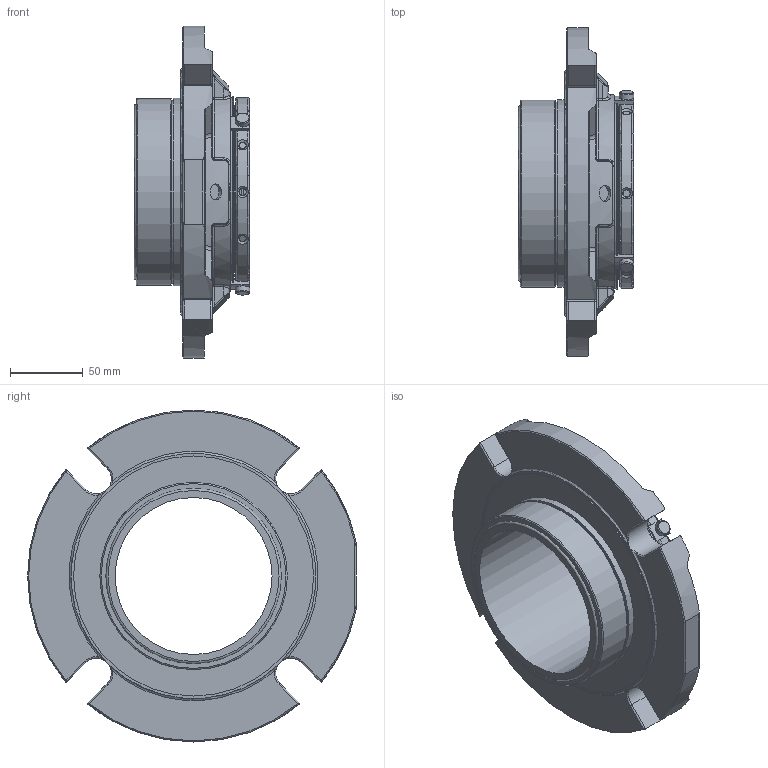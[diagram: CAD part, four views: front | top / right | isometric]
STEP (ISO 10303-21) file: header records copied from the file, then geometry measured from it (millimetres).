
FILE_DESCRIPTION(/* description */ ('Unknown'),/* implementation_level */ '2;1');
FILE_NAME(/* name */ '4.250',/* time_stamp */ '2023-02-17T09:34:47+00:00',/* author */ ('Unknown'),/* organization */ ('Unknown'),/* preprocessor_version */ 'ST-DEVELOPER v16.7',/* originating_system */ 'Solid Edge',/* authorisation */ 'Unknown');
FILE_SCHEMA (('AUTOMOTIVE_DESIGN {1 0 10303 214 3 1 1}'));
Length unit declared in the file: millimetre
Products named in the file (1): 4.250
Bounding box: 79.63 x 226.17 x 228.35 mm (x, y, z)
Volume: 816105.4 mm3; surface area: 136029.6 mm2
Topology: 1 solids, 1 shells, 607 faces, 1623 edges, 1027 vertices
Faces by surface type: plane 222, cylinder 161, bspline 84, torus 72, cone 36, sphere 32
Full cylindrical faces by diameter (mm): 3.761 x1, 5 x2, 6 x3, 10 x3, 10.998 x3, 107.95 x1, 111.1 x1, 119.05 x1, 120.625 x1, 125.654 x1, 128.575 x1, 128.905 x1, 130.124 x1, 131.648 x1, 165.1 x1
Entity records: 26004 total; most frequent: CARTESIAN_POINT 7942, ORIENTED_EDGE 3048, DIRECTION 2581, EDGE_CURVE 1524, AXIS2_PLACEMENT_3D 1040, VERTEX_POINT 986, EDGE_LOOP 712, FACE_BOUND 712
